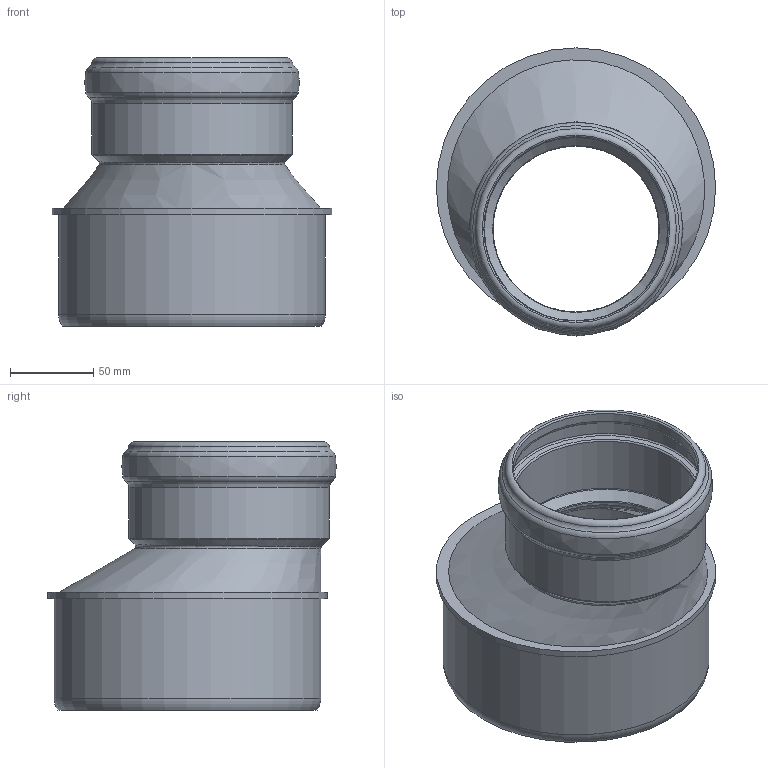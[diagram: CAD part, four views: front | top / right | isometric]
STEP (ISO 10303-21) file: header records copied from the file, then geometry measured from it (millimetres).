
FILE_DESCRIPTION(/* description */ (''),/* implementation_level */ '2;1');
FILE_NAME(/* name */ '337710 SKOLANsafeR Reduktion DN_OD 160_110.stp',/* time_stamp */ '2018-01-09T14:25:18+01:00',/* author */ ('user1'),/* organization */ (''),/* preprocessor_version */ 'ST-DEVELOPER v16.1',/* originating_system */ 'Autodesk Inventor 2016',/* authorisation */ '');
FILE_SCHEMA (('AUTOMOTIVE_DESIGN { 1 0 10303 214 3 1 1 }'));
Length unit declared in the file: millimetre
Products named in the file (1): 337710 SKOLANsafeR Reduktion DN_OD 160_110
Bounding box: 168 x 173.45 x 161.25 mm (x, y, z)
Volume: 391752.6 mm3; surface area: 158689.4 mm2
Topology: 1 solids, 1 shells, 35 faces, 77 edges, 41 vertices
Faces by surface type: torus 14, cylinder 8, bspline 6, cone 4, plane 3
Full cylindrical faces by diameter (mm): 99.7 x1, 110.8 x1, 111 x1, 120.4 x1, 120.9 x1, 149.7 x1, 160.3 x1, 168 x1
Entity records: 1789 total; most frequent: CARTESIAN_POINT 1172, DIRECTION 123, ORIENTED_EDGE 86, EDGE_LOOP 64, AXIS2_PLACEMENT_3D 61, EDGE_CURVE 43, VERTEX_POINT 37, FACE_OUTER_BOUND 35
